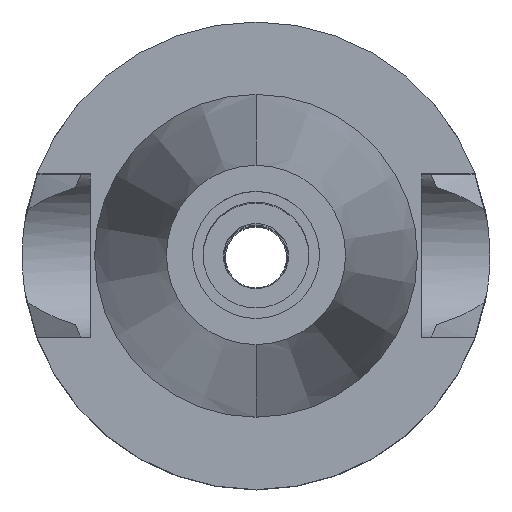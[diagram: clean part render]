
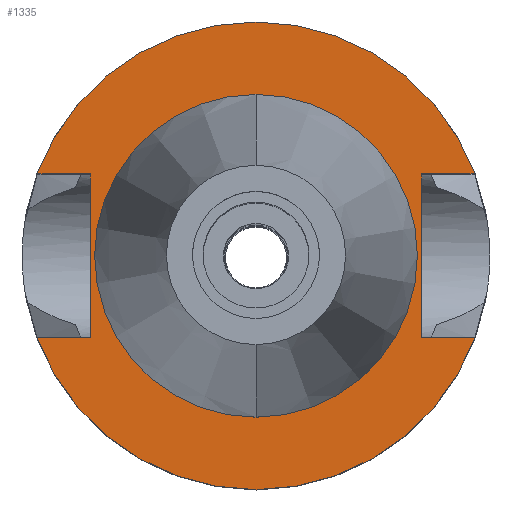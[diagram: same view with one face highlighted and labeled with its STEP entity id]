
A CAD part, top view. The second image highlights one B-rep face of the part: STEP entity #1335.
In plain terms, the highlighted planar face has unit normal (0, 0, 1).
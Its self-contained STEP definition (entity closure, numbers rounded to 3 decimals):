
#121=DIRECTION('',(0.,1.,0.));
#122=VECTOR('',#121,16.1);
#123=CARTESIAN_POINT('',(-16.3,-8.05,-1.));
#124=LINE('',#123,#122);
#128=DIRECTION('',(-1.,0.,0.));
#129=VECTOR('',#128,5.247);
#130=CARTESIAN_POINT('',(-16.3,8.05,-1.));
#131=LINE('',#130,#129);
#135=CARTESIAN_POINT('',(0.,0.,-1.));
#136=DIRECTION('',(0.,0.,-1.));
#137=DIRECTION('',(-0.937,0.35,0.));
#138=AXIS2_PLACEMENT_3D('',#135,#136,#137);
#143=CARTESIAN_POINT('',(0.,0.,-1.));
#144=DIRECTION('',(0.,0.,-1.));
#145=DIRECTION('',(0.,1.,0.));
#146=AXIS2_PLACEMENT_3D('',#143,#144,#145);
#151=DIRECTION('',(0.,-1.,0.));
#152=VECTOR('',#151,16.1);
#153=CARTESIAN_POINT('',(16.3,8.05,-1.));
#154=LINE('',#153,#152);
#158=DIRECTION('',(1.,0.,0.));
#159=VECTOR('',#158,5.247);
#160=CARTESIAN_POINT('',(16.3,-8.05,-1.));
#161=LINE('',#160,#159);
#165=CARTESIAN_POINT('',(0.,0.,-1.));
#166=DIRECTION('',(0.,0.,-1.));
#167=DIRECTION('',(0.937,-0.35,0.));
#168=AXIS2_PLACEMENT_3D('',#165,#166,#167);
#173=CARTESIAN_POINT('',(0.,0.,-1.));
#174=DIRECTION('',(0.,0.,-1.));
#175=DIRECTION('',(0.,-1.,0.));
#176=AXIS2_PLACEMENT_3D('',#173,#174,#175);
#181=CARTESIAN_POINT('',(0.,0.,-1.));
#182=DIRECTION('',(0.,0.,1.));
#183=DIRECTION('',(0.,-1.,0.));
#184=AXIS2_PLACEMENT_3D('',#181,#182,#183);
#189=CARTESIAN_POINT('',(0.,0.,-1.));
#190=DIRECTION('',(0.,0.,1.));
#191=DIRECTION('',(0.,1.,0.));
#192=AXIS2_PLACEMENT_3D('',#189,#190,#191);
#237=DIRECTION('',(-1.,0.,0.));
#238=VECTOR('',#237,5.247);
#239=CARTESIAN_POINT('',(-16.3,-8.05,-1.));
#240=LINE('',#239,#238);
#360=DIRECTION('',(1.,0.,0.));
#361=VECTOR('',#360,5.247);
#362=CARTESIAN_POINT('',(16.3,8.05,-1.));
#363=LINE('',#362,#361);
#1202=CARTESIAN_POINT('',(-16.3,-8.05,-1.));
#1203=VERTEX_POINT('',#1202);
#1204=CARTESIAN_POINT('',(-21.547,-8.05,-1.));
#1205=VERTEX_POINT('',#1204);
#1206=CARTESIAN_POINT('',(-16.3,8.05,-1.));
#1207=VERTEX_POINT('',#1206);
#1208=CARTESIAN_POINT('',(-21.547,8.05,-1.));
#1209=VERTEX_POINT('',#1208);
#1210=CARTESIAN_POINT('',(0.,23.002,
-1.));
#1211=CARTESIAN_POINT('',(21.547,8.05,-1.));
#1212=VERTEX_POINT('',#1210);
#1213=VERTEX_POINT('',#1211);
#1214=CARTESIAN_POINT('',(16.3,8.05,-1.));
#1215=VERTEX_POINT('',#1214);
#1216=CARTESIAN_POINT('',(16.3,-8.05,-1.));
#1217=VERTEX_POINT('',#1216);
#1218=CARTESIAN_POINT('',(21.547,-8.05,-1.));
#1219=VERTEX_POINT('',#1218);
#1220=CARTESIAN_POINT('',(0.,-23.002,
-1.));
#1221=VERTEX_POINT('',#1220);
#1222=CARTESIAN_POINT('',(0.,-15.875,-1.));
#1223=CARTESIAN_POINT('',(0.,15.875,-1.));
#1224=VERTEX_POINT('',#1222);
#1225=VERTEX_POINT('',#1223);
#1304=CARTESIAN_POINT('',(0.,0.,-1.));
#1305=DIRECTION('',(0.,0.,-1.));
#1306=DIRECTION('',(0.,-1.,0.));
#1307=AXIS2_PLACEMENT_3D('',#1304,#1305,#1306);
#1308=PLANE('',#1307);
#1310=ORIENTED_EDGE('',*,*,#1309,.T.);
#1312=ORIENTED_EDGE('',*,*,#1311,.T.);
#1314=ORIENTED_EDGE('',*,*,#1313,.T.);
#1316=ORIENTED_EDGE('',*,*,#1315,.T.);
#1318=ORIENTED_EDGE('',*,*,#1317,.F.);
#1320=ORIENTED_EDGE('',*,*,#1319,.T.);
#1322=ORIENTED_EDGE('',*,*,#1321,.T.);
#1324=ORIENTED_EDGE('',*,*,#1323,.T.);
#1326=ORIENTED_EDGE('',*,*,#1325,.T.);
#1328=ORIENTED_EDGE('',*,*,#1327,.F.);
#1329=EDGE_LOOP('',(#1310,#1312,#1314,#1316,#1318,#1320,#1322,#1324,#1326,
#1328));
#1330=FACE_OUTER_BOUND('',#1329,.F.);
#1331=ORIENTED_EDGE('',*,*,#1283,.T.);
#1332=ORIENTED_EDGE('',*,*,#1299,.T.);
#1333=EDGE_LOOP('',(#1331,#1332));
#1334=FACE_BOUND('',#1333,.F.);
#139=CIRCLE('',#138,23.002);
#147=CIRCLE('',#146,23.002);
#169=CIRCLE('',#168,23.002);
#177=CIRCLE('',#176,23.002);
#185=CIRCLE('',#184,15.875);
#193=CIRCLE('',#192,15.875);
#1283=EDGE_CURVE('',#1224,#1225,#185,.T.);
#1299=EDGE_CURVE('',#1225,#1224,#193,.T.);
#1309=EDGE_CURVE('',#1203,#1207,#124,.T.);
#1311=EDGE_CURVE('',#1207,#1209,#131,.T.);
#1313=EDGE_CURVE('',#1209,#1212,#139,.T.);
#1315=EDGE_CURVE('',#1212,#1213,#147,.T.);
#1317=EDGE_CURVE('',#1215,#1213,#363,.T.);
#1319=EDGE_CURVE('',#1215,#1217,#154,.T.);
#1321=EDGE_CURVE('',#1217,#1219,#161,.T.);
#1323=EDGE_CURVE('',#1219,#1221,#169,.T.);
#1325=EDGE_CURVE('',#1221,#1205,#177,.T.);
#1327=EDGE_CURVE('',#1203,#1205,#240,.T.);
#1335=ADVANCED_FACE('',(#1330,#1334),#1308,.F.);
